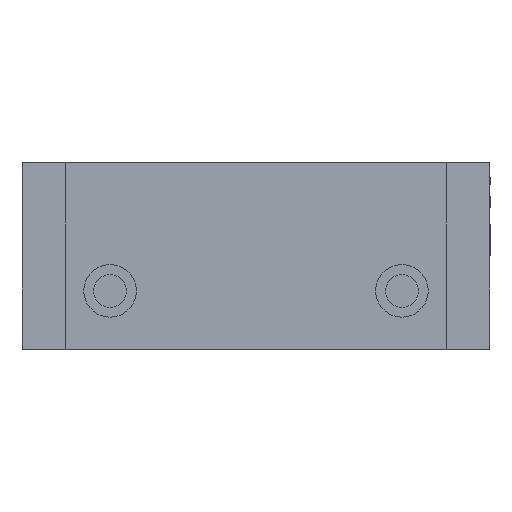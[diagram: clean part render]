
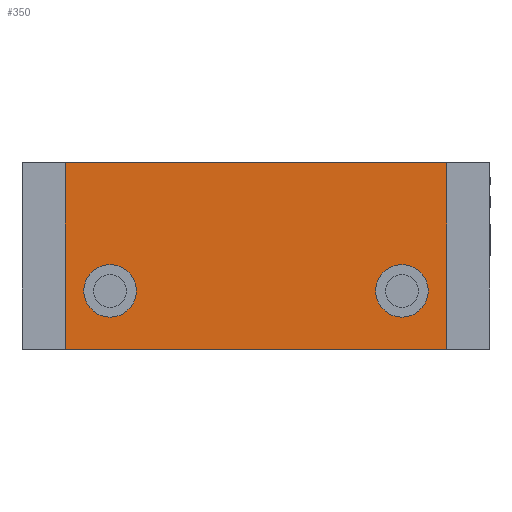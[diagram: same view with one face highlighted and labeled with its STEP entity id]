
A CAD part, front view. The second image highlights one B-rep face of the part: STEP entity #350.
In plain terms, the highlighted planar face has unit normal (0, -1, 0).
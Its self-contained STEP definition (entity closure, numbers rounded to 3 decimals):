
#83 = ORIENTED_EDGE ( 'NONE', *, *, #1052, .F. ) ;
#350 = ADVANCED_FACE ( 'NONE', ( #1647, #2853, #1614 ), #3298, .T. ) ;
#440 = CARTESIAN_POINT ( 'NONE',  ( 47.948, -101.071, 65.353 ) ) ;
#456 = DIRECTION ( 'NONE',  ( 1., 0., 0. ) ) ;
#503 = DIRECTION ( 'NONE',  ( 0., -1., 0. ) ) ;
#670 = EDGE_CURVE ( 'NONE', #6801, #5572, #1990, .T. ) ;
#1024 = DIRECTION ( 'NONE',  ( 0., -1., 0. ) ) ;
#1052 = EDGE_CURVE ( 'NONE', #5578, #5578, #3530, .T. ) ;
#1093 = CARTESIAN_POINT ( 'NONE',  ( 116.209, -101.071, 65.353 ) ) ;
#1368 = VECTOR ( 'NONE', #4275, 1000. ) ;
#1470 = ORIENTED_EDGE ( 'NONE', *, *, #2443, .F. ) ;
#1614 = FACE_OUTER_BOUND ( 'NONE', #2013, .T. ) ;
#1647 = FACE_BOUND ( 'NONE', #6008, .T. ) ;
#1730 = VECTOR ( 'NONE', #1826, 1000. ) ;
#1826 = DIRECTION ( 'NONE',  ( 1., 0., 0. ) ) ;
#1990 = LINE ( 'NONE', #6512, #1368 ) ;
#2013 = EDGE_LOOP ( 'NONE', ( #1470, #6210, #2428, #6046 ) ) ;
#2428 = ORIENTED_EDGE ( 'NONE', *, *, #4553, .T. ) ;
#2443 = EDGE_CURVE ( 'NONE', #5572, #2998, #6390, .T. ) ;
#2624 = VERTEX_POINT ( 'NONE', #4926 ) ;
#2847 = CIRCLE ( 'NONE', #5943, 6.748 ) ;
#2853 = FACE_BOUND ( 'NONE', #3416, .T. ) ;
#2990 = CARTESIAN_POINT ( 'NONE',  ( 29.69, -101.071, 98.295 ) ) ;
#2998 = VERTEX_POINT ( 'NONE', #3269 ) ;
#3030 = DIRECTION ( 'NONE',  ( 1., 0., 0. ) ) ;
#3269 = CARTESIAN_POINT ( 'NONE',  ( 127.719, -101.071, 98.295 ) ) ;
#3298 = PLANE ( 'NONE',  #4826 ) ;
#3416 = EDGE_LOOP ( 'NONE', ( #4312 ) ) ;
#3432 = CARTESIAN_POINT ( 'NONE',  ( 29.69, -101.071, 50.273 ) ) ;
#3530 = CIRCLE ( 'NONE', #6751, 6.748 ) ;
#3680 = VECTOR ( 'NONE', #4989, 1000. ) ;
#4275 = DIRECTION ( 'NONE',  ( 0., 0., 1. ) ) ;
#4296 = DIRECTION ( 'NONE',  ( 1., 0., 0. ) ) ;
#4312 = ORIENTED_EDGE ( 'NONE', *, *, #5805, .F. ) ;
#4361 = LINE ( 'NONE', #4464, #3680 ) ;
#4464 = CARTESIAN_POINT ( 'NONE',  ( 127.719, -101.071, 50.273 ) ) ;
#4553 = EDGE_CURVE ( 'NONE', #6801, #5540, #5368, .T. ) ;
#4666 = CARTESIAN_POINT ( 'NONE',  ( 29.69, -101.071, 98.295 ) ) ;
#4826 = AXIS2_PLACEMENT_3D ( 'NONE', #7321, #503, #6740 ) ;
#4899 = EDGE_CURVE ( 'NONE', #5540, #2998, #4361, .T. ) ;
#4926 = CARTESIAN_POINT ( 'NONE',  ( 122.957, -101.071, 65.353 ) ) ;
#4989 = DIRECTION ( 'NONE',  ( 0., 0., 1. ) ) ;
#5368 = LINE ( 'NONE', #7080, #5456 ) ;
#5456 = VECTOR ( 'NONE', #4296, 1000. ) ;
#5540 = VERTEX_POINT ( 'NONE', #6967 ) ;
#5572 = VERTEX_POINT ( 'NONE', #2990 ) ;
#5578 = VERTEX_POINT ( 'NONE', #440 ) ;
#5805 = EDGE_CURVE ( 'NONE', #2624, #2624, #2847, .T. ) ;
#5867 = DIRECTION ( 'NONE',  ( 0., -1., 0. ) ) ;
#5943 = AXIS2_PLACEMENT_3D ( 'NONE', #1093, #1024, #456 ) ;
#6008 = EDGE_LOOP ( 'NONE', ( #83 ) ) ;
#6046 = ORIENTED_EDGE ( 'NONE', *, *, #4899, .T. ) ;
#6210 = ORIENTED_EDGE ( 'NONE', *, *, #670, .F. ) ;
#6390 = LINE ( 'NONE', #4666, #1730 ) ;
#6436 = CARTESIAN_POINT ( 'NONE',  ( 41.2, -101.071, 65.353 ) ) ;
#6512 = CARTESIAN_POINT ( 'NONE',  ( 29.69, -101.071, 50.273 ) ) ;
#6740 = DIRECTION ( 'NONE',  ( 1., 0., 0. ) ) ;
#6751 = AXIS2_PLACEMENT_3D ( 'NONE', #6436, #5867, #3030 ) ;
#6801 = VERTEX_POINT ( 'NONE', #3432 ) ;
#6967 = CARTESIAN_POINT ( 'NONE',  ( 127.719, -101.071, 50.273 ) ) ;
#7080 = CARTESIAN_POINT ( 'NONE',  ( 29.69, -101.071, 50.273 ) ) ;
#7321 = CARTESIAN_POINT ( 'NONE',  ( 29.69, -101.071, 50.273 ) ) ;
